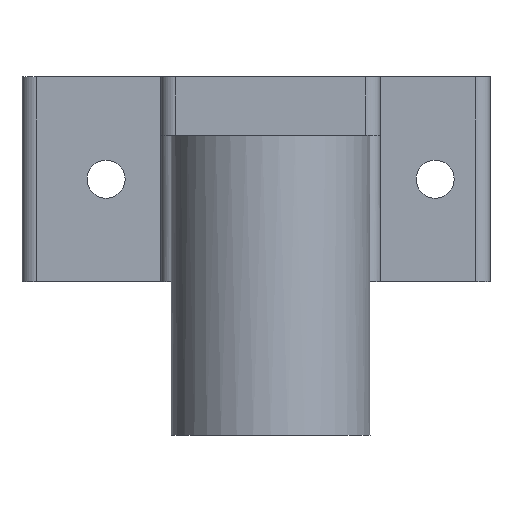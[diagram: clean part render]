
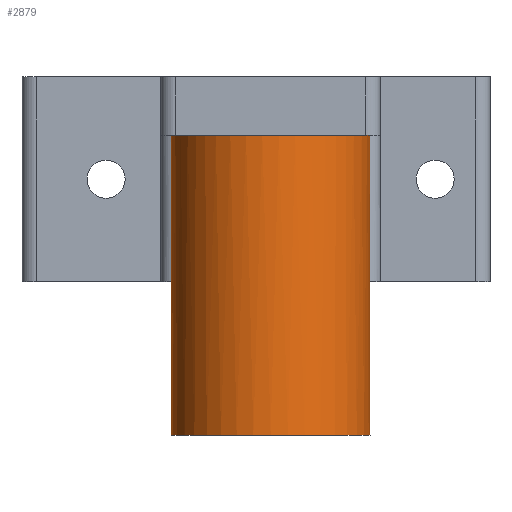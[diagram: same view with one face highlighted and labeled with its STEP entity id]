
A CAD part, front view. The second image highlights one B-rep face of the part: STEP entity #2879.
In plain terms, the highlighted cylindrical face has radius 13.6 mm (diameter 27.2 mm), a full revolution.
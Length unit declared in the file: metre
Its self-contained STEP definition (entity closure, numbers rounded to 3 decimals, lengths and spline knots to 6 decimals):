
#58=CYLINDRICAL_SURFACE('',#3064,0.0136);
#112=LINE('',#4121,#424);
#113=LINE('',#4138,#425);
#424=VECTOR('',#3335,1.);
#425=VECTOR('',#3350,1.);
#748=ORIENTED_EDGE('',*,*,#1592,.F.);
#749=ORIENTED_EDGE('',*,*,#1593,.F.);
#750=ORIENTED_EDGE('',*,*,#1594,.T.);
#751=ORIENTED_EDGE('',*,*,#1595,.T.);
#752=ORIENTED_EDGE('',*,*,#1596,.T.);
#753=ORIENTED_EDGE('',*,*,#1597,.T.);
#754=ORIENTED_EDGE('',*,*,#1598,.T.);
#755=ORIENTED_EDGE('',*,*,#1599,.T.);
#756=ORIENTED_EDGE('',*,*,#1600,.T.);
#757=ORIENTED_EDGE('',*,*,#1601,.F.);
#758=ORIENTED_EDGE('',*,*,#1602,.F.);
#1592=EDGE_CURVE('',#2014,#2014,#2279,.T.);
#1593=EDGE_CURVE('',#2015,#2016,#112,.F.);
#1594=EDGE_CURVE('',#2015,#2017,#2280,.T.);
#1595=EDGE_CURVE('',#2017,#2018,#2281,.T.);
#1596=EDGE_CURVE('',#2018,#2019,#2282,.T.);
#1597=EDGE_CURVE('',#2019,#2020,#2283,.T.);
#1598=EDGE_CURVE('',#2020,#2021,#2284,.T.);
#1599=EDGE_CURVE('',#2021,#2022,#2285,.T.);
#1600=EDGE_CURVE('',#2022,#2023,#2286,.T.);
#1601=EDGE_CURVE('',#2024,#2023,#113,.T.);
#1602=EDGE_CURVE('',#2016,#2024,#2287,.F.);
#2014=VERTEX_POINT('',#4120);
#2015=VERTEX_POINT('',#4122);
#2016=VERTEX_POINT('',#4123);
#2017=VERTEX_POINT('',#4125);
#2018=VERTEX_POINT('',#4127);
#2019=VERTEX_POINT('',#4129);
#2020=VERTEX_POINT('',#4131);
#2021=VERTEX_POINT('',#4133);
#2022=VERTEX_POINT('',#4135);
#2023=VERTEX_POINT('',#4137);
#2024=VERTEX_POINT('',#4139);
#2279=CIRCLE('',#3065,0.0136);
#2280=CIRCLE('',#3066,0.0136);
#2281=CIRCLE('',#3067,0.0136);
#2282=CIRCLE('',#3068,0.0136);
#2283=CIRCLE('',#3069,0.0136);
#2284=CIRCLE('',#3070,0.0136);
#2285=CIRCLE('',#3071,0.0136);
#2286=CIRCLE('',#3072,0.0136);
#2287=CIRCLE('',#3073,0.0136);
#2355=EDGE_LOOP('',(#748));
#2356=EDGE_LOOP('',(#749,#750,#751,#752,#753,#754,#755,#756,#757,#758));
#2564=FACE_BOUND('',#2355,.T.);
#2565=FACE_BOUND('',#2356,.T.);
#2879=ADVANCED_FACE('',(#2564,#2565),#58,.T.);
#3064=AXIS2_PLACEMENT_3D('',#4118,#3331,#3332);
#3065=AXIS2_PLACEMENT_3D('',#4119,#3333,#3334);
#3066=AXIS2_PLACEMENT_3D('',#4124,#3336,#3337);
#3067=AXIS2_PLACEMENT_3D('',#4126,#3338,#3339);
#3068=AXIS2_PLACEMENT_3D('',#4128,#3340,#3341);
#3069=AXIS2_PLACEMENT_3D('',#4130,#3342,#3343);
#3070=AXIS2_PLACEMENT_3D('',#4132,#3344,#3345);
#3071=AXIS2_PLACEMENT_3D('',#4134,#3346,#3347);
#3072=AXIS2_PLACEMENT_3D('',#4136,#3348,#3349);
#3073=AXIS2_PLACEMENT_3D('',#4140,#3351,#3352);
#3331=DIRECTION('',(0.,0.,1.));
#3332=DIRECTION('',(-1.,0.,0.));
#3333=DIRECTION('',(0.,0.,-1.));
#3334=DIRECTION('',(-1.,0.,0.));
#3335=DIRECTION('',(0.,0.,1.));
#3336=DIRECTION('',(0.,0.,-1.));
#3337=DIRECTION('',(-1.,0.,0.));
#3338=DIRECTION('',(0.,0.,-1.));
#3339=DIRECTION('',(-1.,0.,0.));
#3340=DIRECTION('',(0.,0.,-1.));
#3341=DIRECTION('',(-1.,0.,0.));
#3342=DIRECTION('',(0.,0.,-1.));
#3343=DIRECTION('',(-1.,0.,0.));
#3344=DIRECTION('',(0.,0.,-1.));
#3345=DIRECTION('',(-1.,0.,0.));
#3346=DIRECTION('',(0.,0.,-1.));
#3347=DIRECTION('',(-1.,0.,0.));
#3348=DIRECTION('',(0.,0.,-1.));
#3349=DIRECTION('',(-1.,0.,0.));
#3350=DIRECTION('',(0.,0.,1.));
#3351=DIRECTION('',(0.,0.,-1.));
#3352=DIRECTION('',(-1.,0.,0.));
#4118=CARTESIAN_POINT('',(0.,0.,-0.049));
#4119=CARTESIAN_POINT('',(0.,0.,-0.045));
#4120=CARTESIAN_POINT('',(-0.0136,0.,-0.045));
#4121=CARTESIAN_POINT('',(0.010298,0.008883,-0.049));
#4122=CARTESIAN_POINT('',(0.010298,0.008883,-0.004));
#4123=CARTESIAN_POINT('',(0.010298,0.008883,-0.029));
#4124=CARTESIAN_POINT('',(0.,0.,-0.004));
#4125=CARTESIAN_POINT('',(0.011351,0.007491,-0.004));
#4126=CARTESIAN_POINT('',(0.,0.,-0.004));
#4127=CARTESIAN_POINT('',(0.011351,-0.007491,-0.004));
#4128=CARTESIAN_POINT('',(0.,0.,-0.004));
#4129=CARTESIAN_POINT('',(0.007491,-0.011351,-0.004));
#4130=CARTESIAN_POINT('',(0.,0.,-0.004));
#4131=CARTESIAN_POINT('',(-0.007491,-0.011351,-0.004));
#4132=CARTESIAN_POINT('',(0.,0.,-0.004));
#4133=CARTESIAN_POINT('',(-0.011351,-0.007491,-0.004));
#4134=CARTESIAN_POINT('',(0.,0.,-0.004));
#4135=CARTESIAN_POINT('',(-0.011351,0.007491,-0.004));
#4136=CARTESIAN_POINT('',(0.,0.,-0.004));
#4137=CARTESIAN_POINT('',(-0.010298,0.008883,-0.004));
#4138=CARTESIAN_POINT('',(-0.010298,0.008883,-0.049));
#4139=CARTESIAN_POINT('',(-0.010298,0.008883,-0.029));
#4140=CARTESIAN_POINT('',(0.,0.,-0.029));
